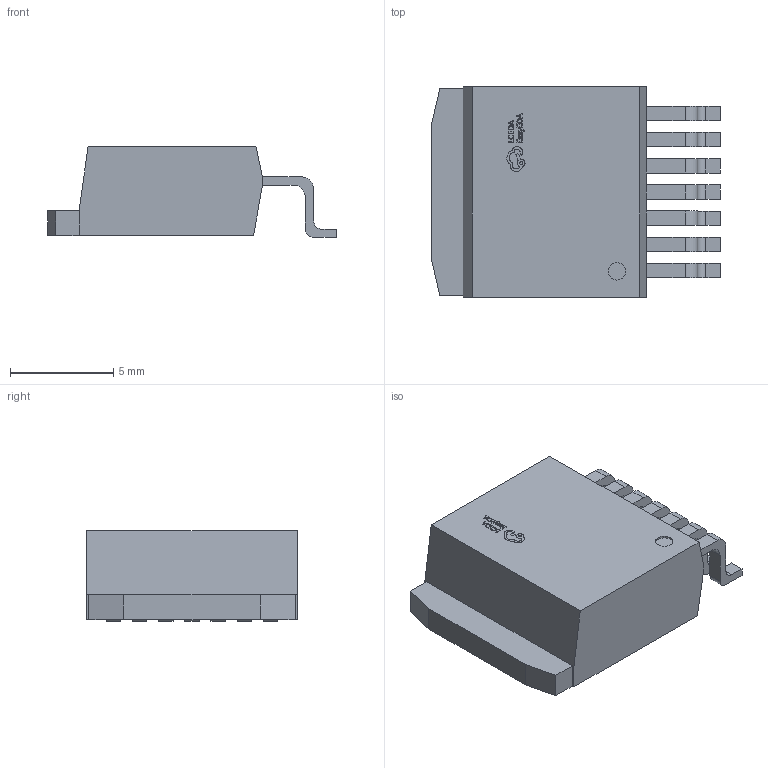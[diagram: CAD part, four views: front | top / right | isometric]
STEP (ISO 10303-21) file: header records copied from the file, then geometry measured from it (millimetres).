
FILE_DESCRIPTION (( 'STEP AP214' ), '1' );
FILE_NAME ('DDPAK-7_L10.2-W8.9-P1.27-LS14.0-BR.step', '2022-07-08T03:55:59', ( '' ), ( '' ), 'SwSTEP 2.0', 'SolidWorks 2020', '' );
FILE_SCHEMA (( 'AUTOMOTIVE_DESIGN' ));
Length unit declared in the file: millimetre
Products named in the file (1): DDPAK-7_L10.2-W8.9-P1.27-LS14.0-BR
Bounding box: 14 x 10.22 x 4.4 mm (x, y, z)
Volume: 406.2 mm3; surface area: 455.9 mm2
Topology: 1 solids, 1 shells, 404 faces, 1109 edges, 734 vertices
Faces by surface type: plane 260, bspline 114, cylinder 30
Entity records: 16705 total; most frequent: CARTESIAN_POINT 4610, ORIENTED_EDGE 2218, DIRECTION 1519, EDGE_CURVE 1109, VECTOR 817, LINE 817, VERTEX_POINT 734, EDGE_LOOP 431
